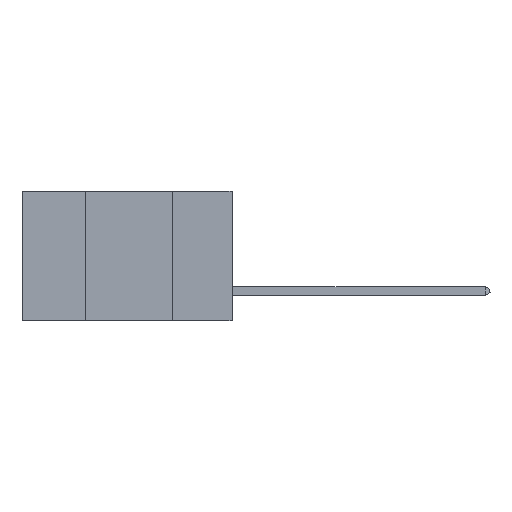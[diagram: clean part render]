
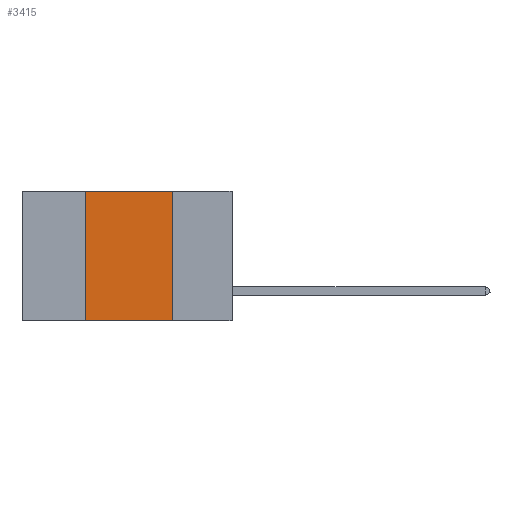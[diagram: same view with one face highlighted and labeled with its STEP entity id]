
A CAD part, left-side view. The second image highlights one B-rep face of the part: STEP entity #3415.
In plain terms, the highlighted planar face has unit normal (-1, 0, 0).
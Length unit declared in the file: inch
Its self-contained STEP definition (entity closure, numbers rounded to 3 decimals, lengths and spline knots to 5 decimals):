
#25 = CARTESIAN_POINT ( 'NONE',  ( 0., 0.17, -0.37 ) ) ;
#776 = EDGE_CURVE ( 'NONE', #4450, #9227, #8463, .T. ) ;
#1474 = VECTOR ( 'NONE', #8248, 39.37008 ) ;
#2139 = LINE ( 'NONE', #6243, #12072 ) ;
#3329 = ORIENTED_EDGE ( 'NONE', *, *, #8850, .T. ) ;
#3415 = ADVANCED_FACE ( 'NONE', ( #10154 ), #13150, .F. ) ;
#4450 = VERTEX_POINT ( 'NONE', #9944 ) ;
#5082 = DIRECTION ( 'NONE',  ( 0., -1., 0. ) ) ;
#5093 = DIRECTION ( 'NONE',  ( 0., 0., -1. ) ) ;
#5290 = ORIENTED_EDGE ( 'NONE', *, *, #15151, .F. ) ;
#5827 = CARTESIAN_POINT ( 'NONE',  ( 0., 0.42, 0. ) ) ;
#5952 = LINE ( 'NONE', #12776, #15402 ) ;
#6243 = CARTESIAN_POINT ( 'NONE',  ( 0., 0.17, 0. ) ) ;
#6636 = CARTESIAN_POINT ( 'NONE',  ( 0., 0.6, 0. ) ) ;
#6717 = EDGE_CURVE ( 'NONE', #15681, #6785, #2139, .T. ) ;
#6785 = VERTEX_POINT ( 'NONE', #25 ) ;
#7619 = ORIENTED_EDGE ( 'NONE', *, *, #6717, .F. ) ;
#8248 = DIRECTION ( 'NONE',  ( 0., -1., 0. ) ) ;
#8463 = LINE ( 'NONE', #5827, #15297 ) ;
#8850 = EDGE_CURVE ( 'NONE', #4450, #6785, #5952, .T. ) ;
#9227 = VERTEX_POINT ( 'NONE', #10932 ) ;
#9374 = EDGE_LOOP ( 'NONE', ( #7619, #5290, #10136, #3329 ) ) ;
#9944 = CARTESIAN_POINT ( 'NONE',  ( 0., 0.42, -0.37 ) ) ;
#10136 = ORIENTED_EDGE ( 'NONE', *, *, #776, .F. ) ;
#10154 = FACE_OUTER_BOUND ( 'NONE', #9374, .T. ) ;
#10932 = CARTESIAN_POINT ( 'NONE',  ( 0., 0.42, 0. ) ) ;
#11549 = CARTESIAN_POINT ( 'NONE',  ( 0., 0.17, 0. ) ) ;
#12072 = VECTOR ( 'NONE', #5093, 39.37008 ) ;
#12261 = AXIS2_PLACEMENT_3D ( 'NONE', #6636, #14318, #13036 ) ;
#12301 = DIRECTION ( 'NONE',  ( 0., 0., 1. ) ) ;
#12776 = CARTESIAN_POINT ( 'NONE',  ( 0., 0.6, -0.37 ) ) ;
#13036 = DIRECTION ( 'NONE',  ( 0., 0., -1. ) ) ;
#13150 = PLANE ( 'NONE',  #12261 ) ;
#14318 = DIRECTION ( 'NONE',  ( 1., 0., 0. ) ) ;
#14592 = LINE ( 'NONE', #15927, #1474 ) ;
#15151 = EDGE_CURVE ( 'NONE', #9227, #15681, #14592, .T. ) ;
#15297 = VECTOR ( 'NONE', #12301, 39.37008 ) ;
#15402 = VECTOR ( 'NONE', #5082, 39.37008 ) ;
#15681 = VERTEX_POINT ( 'NONE', #11549 ) ;
#15927 = CARTESIAN_POINT ( 'NONE',  ( 0., 0.6, 0. ) ) ;
